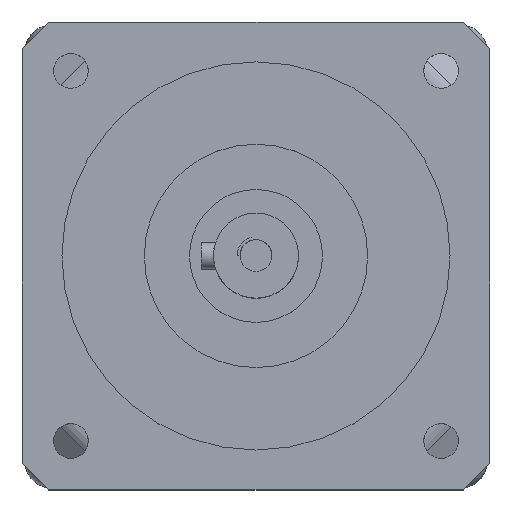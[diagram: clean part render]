
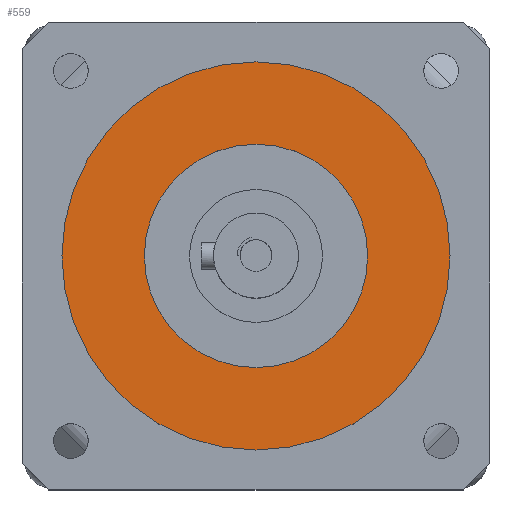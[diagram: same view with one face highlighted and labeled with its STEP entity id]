
A CAD part, top view. The second image highlights one B-rep face of the part: STEP entity #559.
In plain terms, the highlighted face is planar.
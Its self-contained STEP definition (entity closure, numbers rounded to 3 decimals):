
#163 = DIRECTION ( 'NONE',  ( -1., 0., 0. ) ) ;
#559 = ADVANCED_FACE ( 'NONE', ( #8341, #9779 ), #15321, .T. ) ;
#1305 = ORIENTED_EDGE ( 'NONE', *, *, #6409, .F. ) ;
#1339 = DIRECTION ( 'NONE',  ( -1., 0., 0. ) ) ;
#1414 = ORIENTED_EDGE ( 'NONE', *, *, #10942, .F. ) ;
#1536 = ORIENTED_EDGE ( 'NONE', *, *, #2892, .T. ) ;
#1741 = AXIS2_PLACEMENT_3D ( 'NONE', #17834, #8301, #163 ) ;
#2418 = VERTEX_POINT ( 'NONE', #16617 ) ;
#2607 = VERTEX_POINT ( 'NONE', #12611 ) ;
#2892 = EDGE_CURVE ( 'NONE', #2418, #17474, #12323, .T. ) ;
#2958 = AXIS2_PLACEMENT_3D ( 'NONE', #11061, #3028, #15504 ) ;
#3028 = DIRECTION ( 'NONE',  ( 0., 0., -1. ) ) ;
#3904 = DIRECTION ( 'NONE',  ( 0., 0., -1. ) ) ;
#5114 = DIRECTION ( 'NONE',  ( 0., 0., -1. ) ) ;
#5283 = CARTESIAN_POINT ( 'NONE',  ( 0., 0., -3. ) ) ;
#5473 = CIRCLE ( 'NONE', #1741, 21. ) ;
#6000 = AXIS2_PLACEMENT_3D ( 'NONE', #14998, #3904, #1339 ) ;
#6409 = EDGE_CURVE ( 'NONE', #2607, #14624, #9802, .T. ) ;
#6807 = CARTESIAN_POINT ( 'NONE',  ( -21., 0., -3. ) ) ;
#6947 = DIRECTION ( 'NONE',  ( 0., 0., -1. ) ) ;
#7013 = CIRCLE ( 'NONE', #14554, 36.5 ) ;
#7027 = ORIENTED_EDGE ( 'NONE', *, *, #9391, .T. ) ;
#8301 = DIRECTION ( 'NONE',  ( 0., 0., -1. ) ) ;
#8341 = FACE_BOUND ( 'NONE', #12349, .T. ) ;
#9391 = EDGE_CURVE ( 'NONE', #17474, #2418, #7013, .T. ) ;
#9779 = FACE_OUTER_BOUND ( 'NONE', #13548, .T. ) ;
#9802 = CIRCLE ( 'NONE', #11251, 21. ) ;
#10922 = CARTESIAN_POINT ( 'NONE',  ( 0., 0., -3. ) ) ;
#10942 = EDGE_CURVE ( 'NONE', #14624, #2607, #5473, .T. ) ;
#11061 = CARTESIAN_POINT ( 'NONE',  ( 0., 0., -3. ) ) ;
#11251 = AXIS2_PLACEMENT_3D ( 'NONE', #5283, #5114, #16139 ) ;
#12323 = CIRCLE ( 'NONE', #6000, 36.5 ) ;
#12349 = EDGE_LOOP ( 'NONE', ( #1414, #1305 ) ) ;
#12611 = CARTESIAN_POINT ( 'NONE',  ( 21., 0., -3. ) ) ;
#13548 = EDGE_LOOP ( 'NONE', ( #7027, #1536 ) ) ;
#14019 = CARTESIAN_POINT ( 'NONE',  ( 36.5, 0., -3. ) ) ;
#14554 = AXIS2_PLACEMENT_3D ( 'NONE', #10922, #6947, #16464 ) ;
#14624 = VERTEX_POINT ( 'NONE', #6807 ) ;
#14998 = CARTESIAN_POINT ( 'NONE',  ( 0., 0., -3. ) ) ;
#15321 = PLANE ( 'NONE',  #2958 ) ;
#15504 = DIRECTION ( 'NONE',  ( -1., 0., 0. ) ) ;
#16139 = DIRECTION ( 'NONE',  ( -1., 0., 0. ) ) ;
#16464 = DIRECTION ( 'NONE',  ( -1., 0., 0. ) ) ;
#16617 = CARTESIAN_POINT ( 'NONE',  ( -36.5, 0., -3. ) ) ;
#17474 = VERTEX_POINT ( 'NONE', #14019 ) ;
#17834 = CARTESIAN_POINT ( 'NONE',  ( 0., 0., -3. ) ) ;
